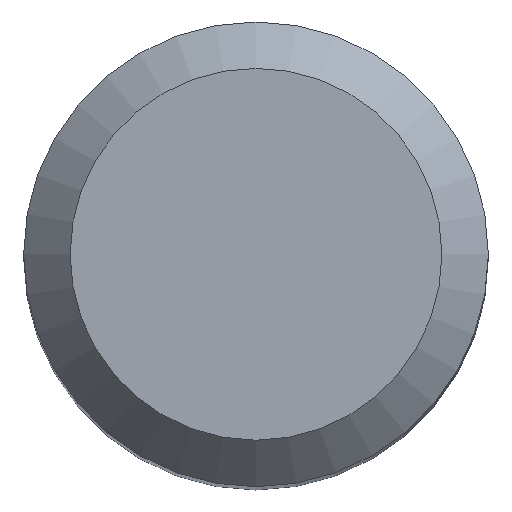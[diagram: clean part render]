
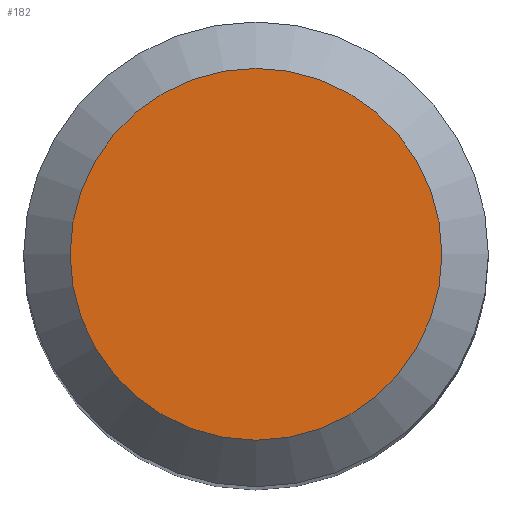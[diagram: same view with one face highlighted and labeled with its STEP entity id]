
A CAD part, top view. The second image highlights one B-rep face of the part: STEP entity #182.
In plain terms, the highlighted planar face has unit normal (0, 0, 1).
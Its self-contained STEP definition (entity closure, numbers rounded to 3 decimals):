
#18 = FACE_OUTER_BOUND ( 'NONE', #173, .T. ) ;
#49 = EDGE_CURVE ( 'NONE', #127, #127, #83, .T. ) ;
#62 = CARTESIAN_POINT ( 'NONE',  ( 0., 0., 0. ) ) ;
#70 = CARTESIAN_POINT ( 'NONE',  ( 0., 0., 0. ) ) ;
#71 = DIRECTION ( 'NONE',  ( -1., 0., 0. ) ) ;
#75 = DIRECTION ( 'NONE',  ( 0., 0., -1. ) ) ;
#83 = CIRCLE ( 'NONE', #95, 8. ) ;
#85 = AXIS2_PLACEMENT_3D ( 'NONE', #70, #75, #113 ) ;
#95 = AXIS2_PLACEMENT_3D ( 'NONE', #62, #114, #71 ) ;
#101 = CARTESIAN_POINT ( 'NONE',  ( -8., 0., 0. ) ) ;
#113 = DIRECTION ( 'NONE',  ( -1., 0., 0. ) ) ;
#114 = DIRECTION ( 'NONE',  ( 0., 0., -1. ) ) ;
#127 = VERTEX_POINT ( 'NONE', #101 ) ;
#157 = ORIENTED_EDGE ( 'NONE', *, *, #49, .F. ) ;
#173 = EDGE_LOOP ( 'NONE', ( #157 ) ) ;
#177 = PLANE ( 'NONE',  #85 ) ;
#182 = ADVANCED_FACE ( 'NONE', ( #18 ), #177, .F. ) ;
